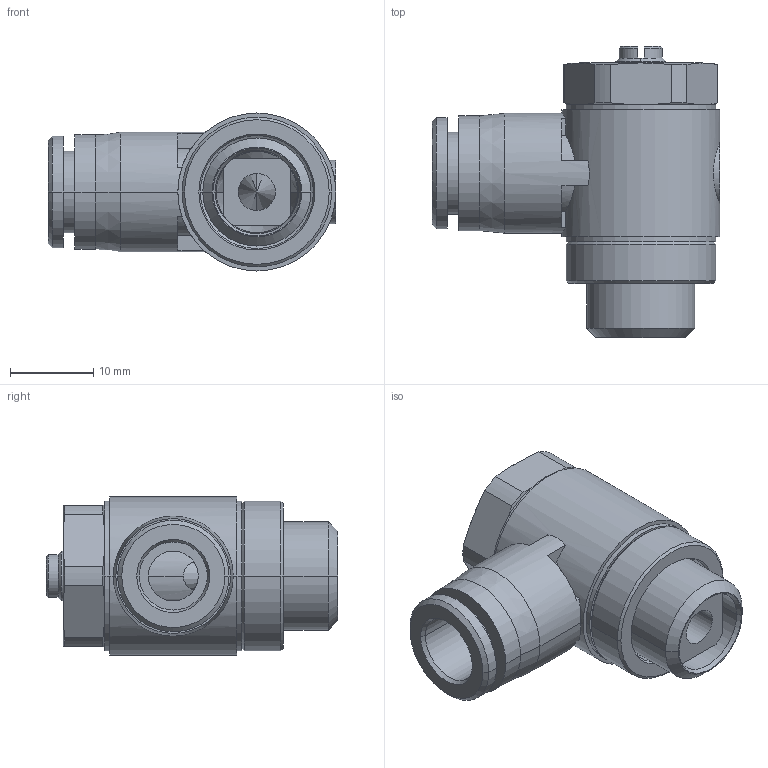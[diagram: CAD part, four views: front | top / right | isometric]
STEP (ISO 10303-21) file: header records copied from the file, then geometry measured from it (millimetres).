
FILE_DESCRIPTION((''),'2;1');
FILE_NAME('637024B_SCU-219M-1-4N-8P_ASM','2005-04-27T',('konstruktion'),(''),'PRO/ENGINEER BY PARAMETRIC TECHNOLOGY CORPORATION, 2004440','PRO/ENGINEER BY PARAMETRIC TECHNOLOGY CORPORATION, 2004440','');
FILE_SCHEMA(('CONFIG_CONTROL_DESIGN'));
Length unit declared in the file: millimetre
Products named in the file (4): 349769B_961P-8-1-4XCU; 634223B_SCU-219M-1-4; 252958_266N-1-4X5-0; 637024B_SCU-219M-1-4N-8P_ASM
Assembly tree (3 placements, depth 2):
  637024B_SCU-219M-1-4N-8P_ASM
    349769B_961P-8-1-4XCU
    634223B_SCU-219M-1-4
    252958_266N-1-4X5-0
Bounding box: 34.6 x 35 x 19 mm (x, y, z)
Volume: 7893.7 mm3; surface area: 7354.6 mm2
Topology: 3 solids, 3 shells, 180 faces, 435 edges, 257 vertices
Faces by surface type: cylinder 72, cone 58, plane 44, torus 6
Entity records: 5526 total; most frequent: CARTESIAN_POINT 1182, DIRECTION 941, ORIENTED_EDGE 866, EDGE_CURVE 433, AXIS2_PLACEMENT_3D 383, VERTEX_POINT 257, EDGE_LOOP 196, CIRCLE 196
